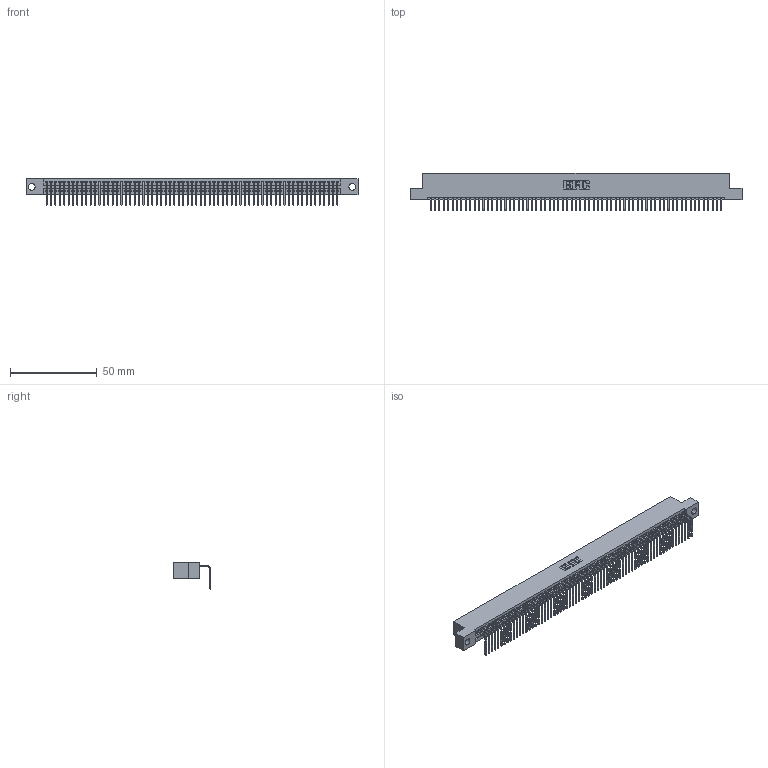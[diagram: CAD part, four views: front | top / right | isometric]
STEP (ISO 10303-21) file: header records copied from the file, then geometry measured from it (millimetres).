
FILE_DESCRIPTION (( 'STEP AP203' ), '1' );
FILE_NAME ('345-067-558-104.STEP', '2021-06-10T15:16:22', ( '' ), ( '' ), 'SwSTEP 2.0', 'SolidWorks 2020', '' );
FILE_SCHEMA (( 'CONFIG_CONTROL_DESIGN' ));
Length unit declared in the file: inch
Products named in the file (3): 345-292-001_558 Tail - 2; 345-067-558-104; 345 Part_Flush Mounting Lugs - 0.156 Dia-TI
Assembly tree (68 placements, depth 2):
  345-067-558-104
    345 Part_Flush Mounting Lugs - 0.156 Dia-TI
    345-292-001_558 Tail - 2  x67
Bounding box: 191.39 x 21.83 x 15.37 mm (x, y, z)
Volume: 18500.4 mm3; surface area: 26079.3 mm2
Topology: 68 solids, 68 shells, 4160 faces, 12571 edges, 8290 vertices
Faces by surface type: plane 2908, cylinder 1252
Entity records: 47563 total; most frequent: CARTESIAN_POINT 8247, ORIENTED_EDGE 8246, DIRECTION 7165, EDGE_CURVE 4123, LINE 3723, VECTOR 3723, VERTEX_POINT 2746, AXIS2_PLACEMENT_3D 1721
